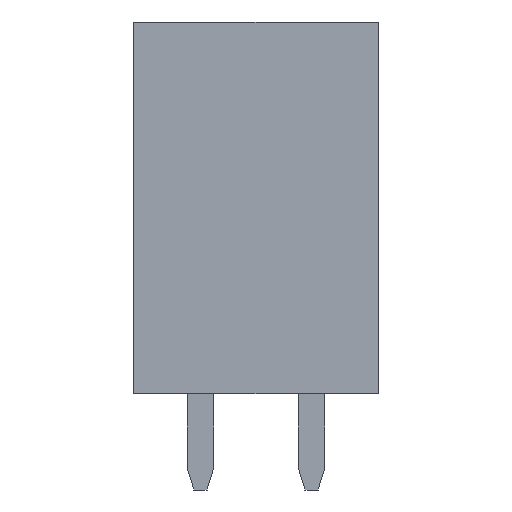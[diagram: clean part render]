
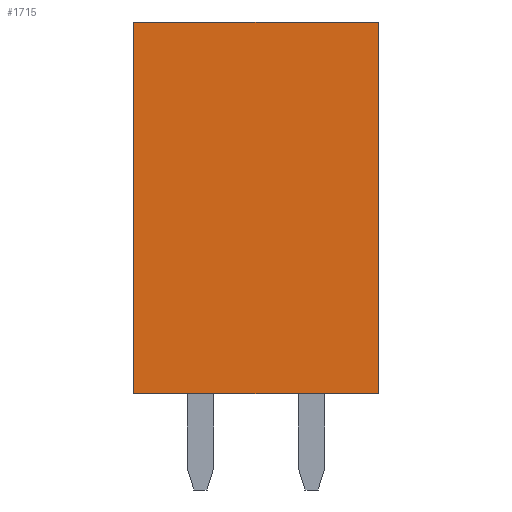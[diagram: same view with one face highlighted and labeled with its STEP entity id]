
A CAD part, front view. The second image highlights one B-rep face of the part: STEP entity #1715.
In plain terms, the highlighted planar face has unit normal (0, -1, 0).
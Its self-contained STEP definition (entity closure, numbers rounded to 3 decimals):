
#80 = VECTOR ( 'NONE', #424, 1000. ) ;
#95 = CARTESIAN_POINT ( 'NONE',  ( -1.52, -1.27, 0. ) ) ;
#114 = DIRECTION ( 'NONE',  ( 0., 1., 0. ) ) ;
#189 = EDGE_CURVE ( 'NONE', #1152, #1471, #1275, .T. ) ;
#244 = ORIENTED_EDGE ( 'NONE', *, *, #1516, .F. ) ;
#253 = EDGE_LOOP ( 'NONE', ( #471, #1521, #244, #567 ) ) ;
#257 = DIRECTION ( 'NONE',  ( -1., 0., 0. ) ) ;
#275 = DIRECTION ( 'NONE',  ( 0., 0., 1. ) ) ;
#416 = CARTESIAN_POINT ( 'NONE',  ( 4.06, -1.27, 0. ) ) ;
#417 = CARTESIAN_POINT ( 'NONE',  ( 4.06, -1.27, 8.5 ) ) ;
#424 = DIRECTION ( 'NONE',  ( 0., 0., -1. ) ) ;
#444 = DIRECTION ( 'NONE',  ( -1., 0., 0. ) ) ;
#471 = ORIENTED_EDGE ( 'NONE', *, *, #639, .T. ) ;
#507 = AXIS2_PLACEMENT_3D ( 'NONE', #416, #114, #275 ) ;
#567 = ORIENTED_EDGE ( 'NONE', *, *, #189, .F. ) ;
#627 = EDGE_CURVE ( 'NONE', #1943, #907, #900, .T. ) ;
#639 = EDGE_CURVE ( 'NONE', #1152, #1943, #2037, .T. ) ;
#682 = VECTOR ( 'NONE', #1028, 1000. ) ;
#810 = VECTOR ( 'NONE', #257, 1000. ) ;
#900 = LINE ( 'NONE', #95, #80 ) ;
#907 = VERTEX_POINT ( 'NONE', #2062 ) ;
#1028 = DIRECTION ( 'NONE',  ( 0., 0., -1. ) ) ;
#1152 = VERTEX_POINT ( 'NONE', #2141 ) ;
#1275 = LINE ( 'NONE', #1923, #682 ) ;
#1373 = VECTOR ( 'NONE', #444, 1000. ) ;
#1407 = PLANE ( 'NONE',  #507 ) ;
#1471 = VERTEX_POINT ( 'NONE', #2105 ) ;
#1480 = FACE_OUTER_BOUND ( 'NONE', #253, .T. ) ;
#1483 = CARTESIAN_POINT ( 'NONE',  ( 4.06, -1.27, 0. ) ) ;
#1516 = EDGE_CURVE ( 'NONE', #1471, #907, #2028, .T. ) ;
#1521 = ORIENTED_EDGE ( 'NONE', *, *, #627, .T. ) ;
#1715 = ADVANCED_FACE ( 'NONE', ( #1480 ), #1407, .F. ) ;
#1923 = CARTESIAN_POINT ( 'NONE',  ( 4.06, -1.27, 0. ) ) ;
#1943 = VERTEX_POINT ( 'NONE', #2114 ) ;
#2028 = LINE ( 'NONE', #1483, #1373 ) ;
#2037 = LINE ( 'NONE', #417, #810 ) ;
#2062 = CARTESIAN_POINT ( 'NONE',  ( -1.52, -1.27, 0. ) ) ;
#2105 = CARTESIAN_POINT ( 'NONE',  ( 4.06, -1.27, 0. ) ) ;
#2114 = CARTESIAN_POINT ( 'NONE',  ( -1.52, -1.27, 8.5 ) ) ;
#2141 = CARTESIAN_POINT ( 'NONE',  ( 4.06, -1.27, 8.5 ) ) ;
